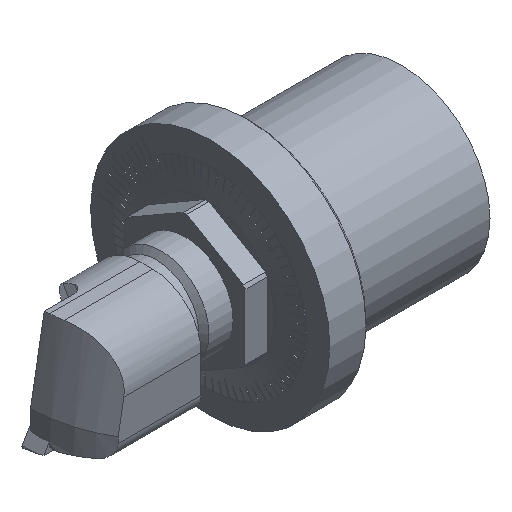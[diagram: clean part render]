
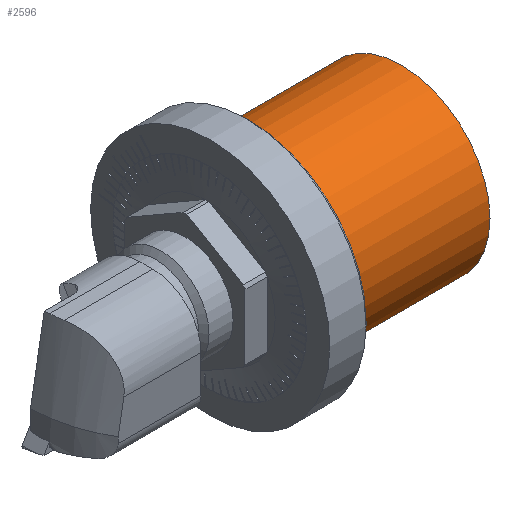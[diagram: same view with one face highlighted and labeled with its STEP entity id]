
A CAD part, isometric view. The second image highlights one B-rep face of the part: STEP entity #2596.
In plain terms, the highlighted cylindrical face has radius 10.993 mm (diameter 21.986 mm), a full revolution.
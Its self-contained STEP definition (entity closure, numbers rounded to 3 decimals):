
#2596=ADVANCED_FACE('',(#3042,#3043),#3010,.T.);
#3010=CYLINDRICAL_SURFACE('',#8167,10.993);
#3042=FACE_BOUND('',#3102,.T.);
#3043=FACE_BOUND('',#3103,.T.);
#3102=EDGE_LOOP('',(#3549));
#3103=EDGE_LOOP('',(#3550));
#3549=ORIENTED_EDGE('',*,*,#6677,.F.);
#3550=ORIENTED_EDGE('',*,*,#6675,.T.);
#5888=VERTEX_POINT('',#10855);
#5890=VERTEX_POINT('',#10860);
#6675=EDGE_CURVE('',#5888,#5888,#7847,.T.);
#6677=EDGE_CURVE('',#5890,#5890,#7849,.T.);
#7847=CIRCLE('',#8161,10.993);
#7849=CIRCLE('',#8164,10.993);
#8161=AXIS2_PLACEMENT_3D('',#10854,#8834,#8835);
#8164=AXIS2_PLACEMENT_3D('',#10859,#8840,#8841);
#8167=AXIS2_PLACEMENT_3D('',#10864,#8846,#8847);
#8834=DIRECTION('',(1.,0.,0.));
#8835=DIRECTION('',(0.,0.,-1.));
#8840=DIRECTION('',(1.,0.,0.));
#8841=DIRECTION('',(0.,0.,1.));
#8846=DIRECTION('',(1.,0.,0.));
#8847=DIRECTION('',(0.,0.,1.));
#10854=CARTESIAN_POINT('',(0.,0.,0.));
#10855=CARTESIAN_POINT('',(0.,0.,-10.993));
#10859=CARTESIAN_POINT('',(18.8,0.,0.));
#10860=CARTESIAN_POINT('',(18.8,0.,10.993));
#10864=CARTESIAN_POINT('',(87.976,0.,0.));
